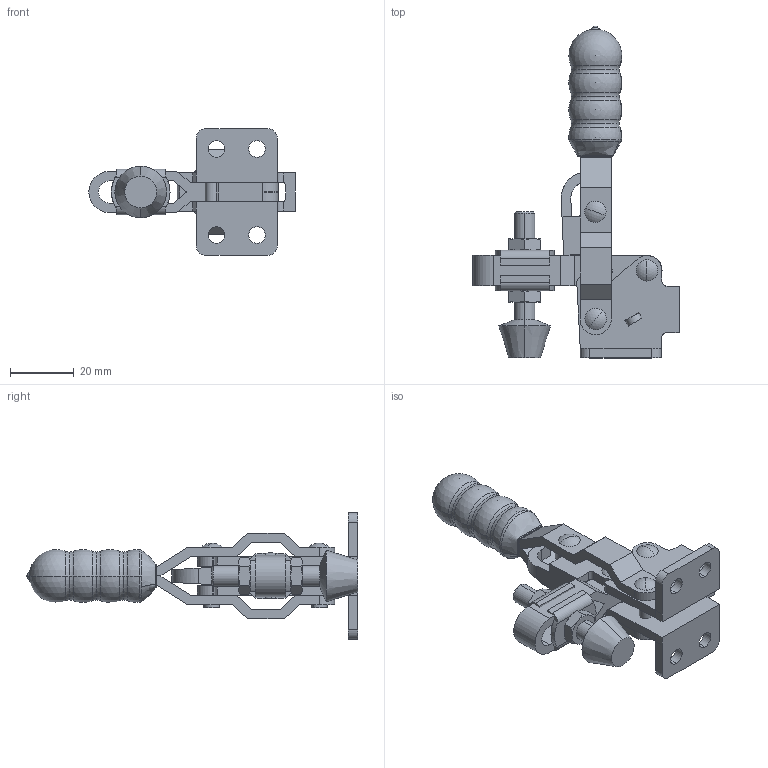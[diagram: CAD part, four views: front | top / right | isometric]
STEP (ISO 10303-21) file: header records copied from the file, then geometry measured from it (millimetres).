
FILE_DESCRIPTION (( 'STEP AP214' ), '1' );
FILE_NAME ('EMC12050U.STEP', '2019-01-08T07:47:01', ( 'LinWei' ), ( '' ), 'SwSTEP 2.0', 'SolidWorks 2016', '' );
FILE_SCHEMA (( 'AUTOMOTIVE_DESIGN' ));
Length unit declared in the file: millimetre
Products named in the file (6): 112505U08-1^EMC12050U; Group5^EMC12050U; Group3^EMC12050U; Group2^EMC12050U; Group1^EMC12050U; EMC12050U
Assembly tree (5 placements, depth 2):
  EMC12050U
    Group1^EMC12050U
    Group2^EMC12050U
    Group3^EMC12050U
    Group5^EMC12050U
    112505U08-1^EMC12050U
Bounding box: 64.65 x 104 x 39.7 mm (x, y, z)
Volume: 27576.2 mm3; surface area: 19126.8 mm2
Topology: 5 solids, 5 shells, 323 faces, 862 edges, 555 vertices
Faces by surface type: plane 144, cylinder 105, cone 30, sphere 18, torus 16, bspline 10
Entity records: 12510 total; most frequent: CARTESIAN_POINT 2915, DIRECTION 1706, ORIENTED_EDGE 1684, EDGE_CURVE 842, AXIS2_PLACEMENT_3D 642, VERTEX_POINT 543, VECTOR 422, LINE 422
